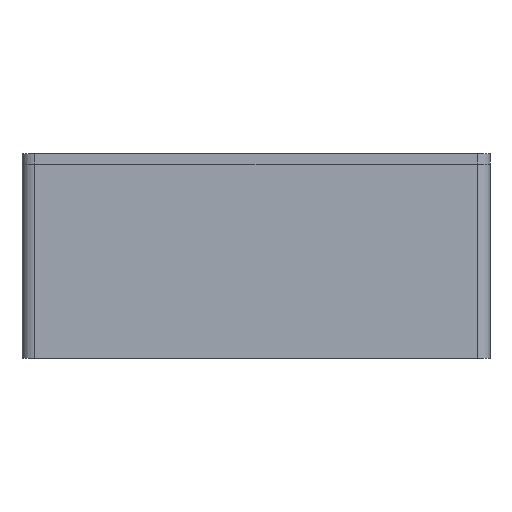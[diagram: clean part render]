
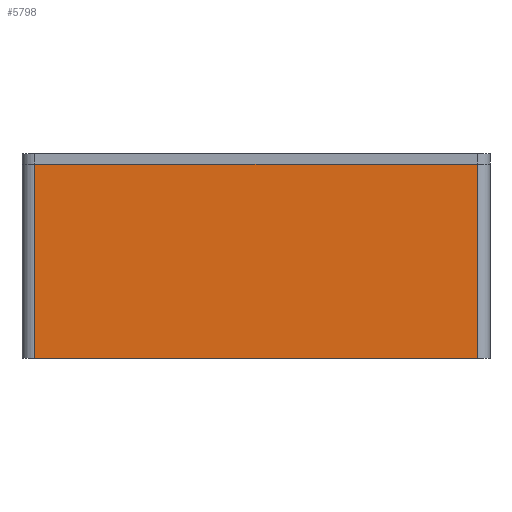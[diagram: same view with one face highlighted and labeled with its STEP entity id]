
A CAD part, left-side view. The second image highlights one B-rep face of the part: STEP entity #5798.
In plain terms, the highlighted planar face has unit normal (-1, 0, 0).
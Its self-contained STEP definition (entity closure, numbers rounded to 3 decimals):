
#594=FACE_OUTER_BOUND('',#922,.T.);
#922=EDGE_LOOP('',(#4073,#4074,#4075,#4076));
#1248=LINE('',#7443,#1803);
#1330=LINE('',#7612,#1885);
#1341=LINE('',#7642,#1896);
#1342=LINE('',#7643,#1897);
#1803=VECTOR('',#6387,10.);
#1885=VECTOR('',#6529,10.);
#1896=VECTOR('',#6568,10.);
#1897=VECTOR('',#6569,10.);
#2364=VERTEX_POINT('',#7440);
#2365=VERTEX_POINT('',#7442);
#2422=VERTEX_POINT('',#7611);
#2427=VERTEX_POINT('',#7641);
#2965=EDGE_CURVE('',#2364,#2365,#1248,.T.);
#3050=EDGE_CURVE('',#2422,#2365,#1330,.T.);
#3064=EDGE_CURVE('',#2427,#2364,#1341,.T.);
#3065=EDGE_CURVE('',#2427,#2422,#1342,.T.);
#4073=ORIENTED_EDGE('',*,*,#3050,.T.);
#4074=ORIENTED_EDGE('',*,*,#2965,.F.);
#4075=ORIENTED_EDGE('',*,*,#3064,.F.);
#4076=ORIENTED_EDGE('',*,*,#3065,.T.);
#5638=PLANE('',#6139);
#5798=ADVANCED_FACE('',(#594),#5638,.T.);
#6139=AXIS2_PLACEMENT_3D('',#7640,#6566,#6567);
#6387=DIRECTION('',(0.,-1.,0.));
#6529=DIRECTION('',(0.,0.,1.));
#6566=DIRECTION('center_axis',(-1.,0.,0.));
#6567=DIRECTION('ref_axis',(0.,-1.,0.));
#6568=DIRECTION('',(0.,0.,1.));
#6569=DIRECTION('',(0.,-1.,0.));
#7440=CARTESIAN_POINT('',(-18.1,50.1,22.5));
#7442=CARTESIAN_POINT('',(-18.1,-1.1,22.5));
#7443=CARTESIAN_POINT('',(-18.1,50.1,22.5));
#7611=CARTESIAN_POINT('',(-18.1,-1.1,0.));
#7612=CARTESIAN_POINT('',(-18.1,-1.1,0.));
#7640=CARTESIAN_POINT('Origin',(-18.1,50.1,0.));
#7641=CARTESIAN_POINT('',(-18.1,50.1,0.));
#7642=CARTESIAN_POINT('',(-18.1,50.1,0.));
#7643=CARTESIAN_POINT('',(-18.1,50.1,0.));
